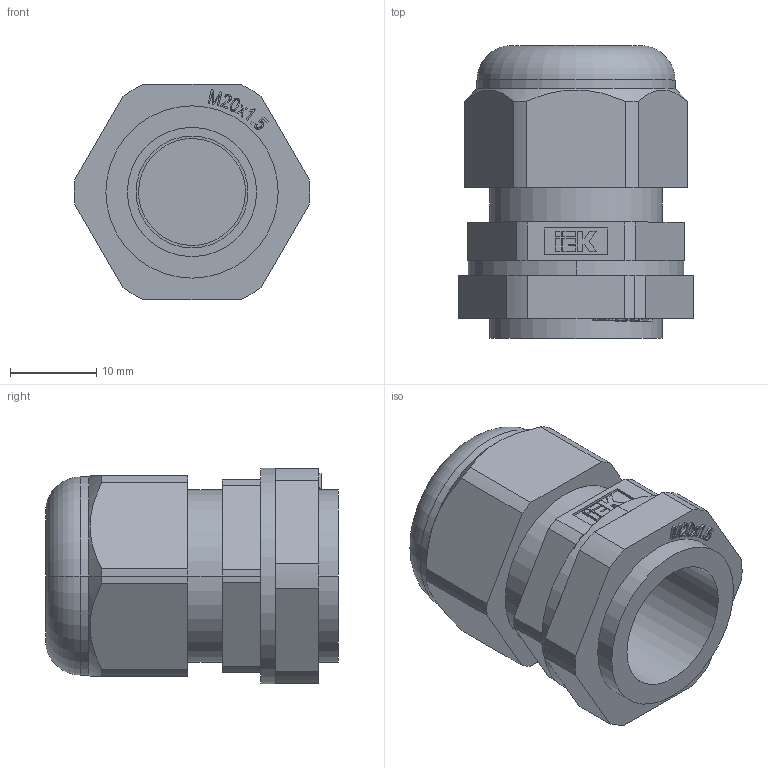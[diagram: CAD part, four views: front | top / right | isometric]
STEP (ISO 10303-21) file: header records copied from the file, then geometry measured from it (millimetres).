
FILE_DESCRIPTION (( 'STEP AP214' ), '1' );
FILE_NAME ('YSA20-12-13-54-K41 Ñàëüíèê PG 13.5 äèàìåòð ïðîâîäíèêà 7-11ìì IP54 ÈÝÊ.STEP', '2016-11-29T07:49:53', ( '' ), ( '' ), 'SwSTEP 2.0', 'SolidWorks 2014', '' );
FILE_SCHEMA (( 'AUTOMOTIVE_DESIGN' ));
Length unit declared in the file: millimetre
Products named in the file (1): YSA20-12-13-54-K41 Ñàëüíèê PG 13.5 äèàìåòð ïðîâîäíèêà 7-11ìì IP54 ÈÝÊ
Bounding box: 27.38 x 34 x 25 mm (x, y, z)
Volume: 8908 mm3; surface area: 9618.3 mm2
Topology: 5 solids, 5 shells, 387 faces, 1038 edges, 689 vertices
Faces by surface type: plane 246, bspline 66, cylinder 49, cone 22, torus 4
Entity records: 20165 total; most frequent: CARTESIAN_POINT 6534, ORIENTED_EDGE 2076, DIRECTION 1670, EDGE_CURVE 1038, VERTEX_POINT 689, VECTOR 636, LINE 636, AXIS2_PLACEMENT_3D 517
